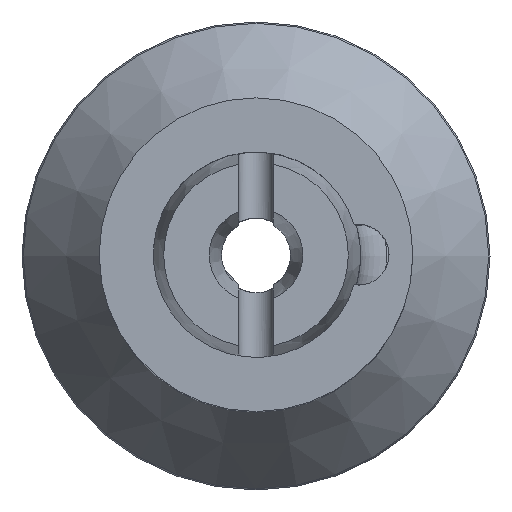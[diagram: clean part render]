
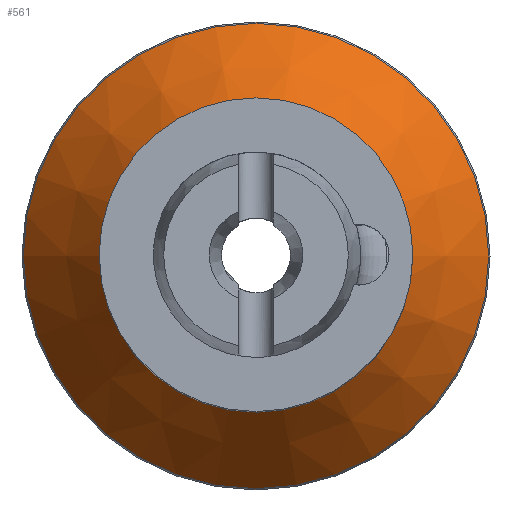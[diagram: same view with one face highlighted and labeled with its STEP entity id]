
A CAD part, top view. The second image highlights one B-rep face of the part: STEP entity #561.
In plain terms, the highlighted conical face has half-angle 36 degrees and reference radius 4 mm.
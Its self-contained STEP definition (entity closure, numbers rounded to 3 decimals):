
#38=CIRCLE('',#619,6.675);
#39=CIRCLE('',#620,6.675);
#41=CIRCLE('',#623,4.224);
#42=CIRCLE('',#624,4.224);
#64=CONICAL_SURFACE('',#622,4.,0.628);
#104=FACE_OUTER_BOUND('',#135,.T.);
#135=EDGE_LOOP('',(#445,#446,#447,#448,#449,#450));
#170=LINE('',#1058,#194);
#194=VECTOR('',#737,4.);
#257=VERTEX_POINT('',#1047);
#258=VERTEX_POINT('',#1049);
#259=VERTEX_POINT('',#1054);
#260=VERTEX_POINT('',#1055);
#329=EDGE_CURVE('',#257,#258,#38,.T.);
#330=EDGE_CURVE('',#258,#257,#39,.T.);
#332=EDGE_CURVE('',#259,#260,#41,.T.);
#333=EDGE_CURVE('',#260,#259,#42,.T.);
#334=EDGE_CURVE('',#260,#258,#170,.T.);
#445=ORIENTED_EDGE('',*,*,#332,.F.);
#446=ORIENTED_EDGE('',*,*,#333,.F.);
#447=ORIENTED_EDGE('',*,*,#334,.T.);
#448=ORIENTED_EDGE('',*,*,#329,.F.);
#449=ORIENTED_EDGE('',*,*,#330,.F.);
#450=ORIENTED_EDGE('',*,*,#334,.F.);
#561=ADVANCED_FACE('',(#104),#64,.T.);
#619=AXIS2_PLACEMENT_3D('',#1050,#725,#726);
#620=AXIS2_PLACEMENT_3D('',#1051,#727,#728);
#622=AXIS2_PLACEMENT_3D('',#1053,#731,#732);
#623=AXIS2_PLACEMENT_3D('',#1056,#733,#734);
#624=AXIS2_PLACEMENT_3D('',#1057,#735,#736);
#725=DIRECTION('center_axis',(0.,0.,-1.));
#726=DIRECTION('ref_axis',(1.,0.,0.));
#727=DIRECTION('center_axis',(0.,0.,-1.));
#728=DIRECTION('ref_axis',(1.,0.,0.));
#731=DIRECTION('center_axis',(0.,0.,-1.));
#732=DIRECTION('ref_axis',(1.,0.,0.));
#733=DIRECTION('center_axis',(0.,0.,1.));
#734=DIRECTION('ref_axis',(-1.,0.,0.));
#735=DIRECTION('center_axis',(0.,0.,1.));
#736=DIRECTION('ref_axis',(-1.,0.,0.));
#737=DIRECTION('',(-0.588,0.,-0.809));
#1047=CARTESIAN_POINT('',(6.675,0.,0.318));
#1049=CARTESIAN_POINT('',(-6.675,0.,0.318));
#1050=CARTESIAN_POINT('Origin',(0.,0.,0.318));
#1051=CARTESIAN_POINT('Origin',(0.,0.,0.318));
#1053=CARTESIAN_POINT('Origin',(0.,0.,4.));
#1054=CARTESIAN_POINT('',(4.224,0.,3.692));
#1055=CARTESIAN_POINT('',(-4.224,0.,3.692));
#1056=CARTESIAN_POINT('Origin',(0.,0.,3.692));
#1057=CARTESIAN_POINT('Origin',(0.,0.,3.692));
#1058=CARTESIAN_POINT('',(-4.,0.,4.));
